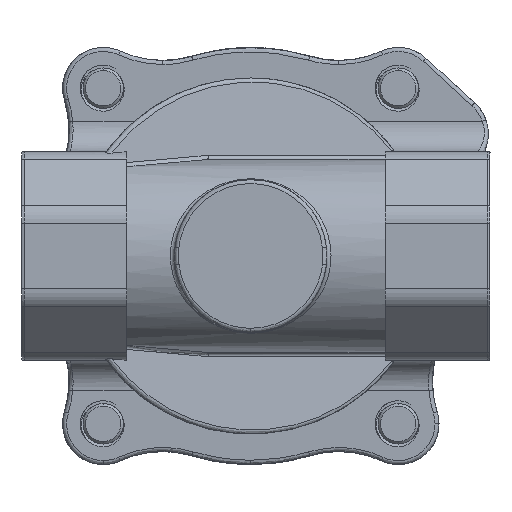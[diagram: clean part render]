
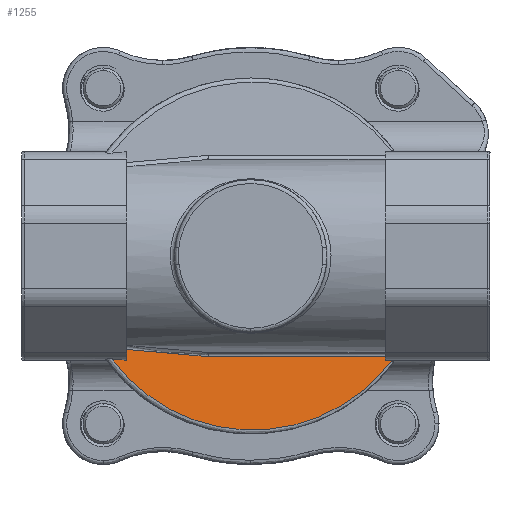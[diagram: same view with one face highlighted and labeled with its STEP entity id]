
A CAD part, front view. The second image highlights one B-rep face of the part: STEP entity #1255.
In plain terms, the highlighted planar face has unit normal (0.42, -0.907, 0).
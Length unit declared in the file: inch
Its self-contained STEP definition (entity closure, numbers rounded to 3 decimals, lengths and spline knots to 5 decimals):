
#168 = CARTESIAN_POINT ( 'NONE',  ( 3.72571, -1.53207, 0.46646 ) ) ;
#612 = CARTESIAN_POINT ( 'NONE',  ( 2.90205, -1.91329, 0.43622 ) ) ;
#808 = DIRECTION ( 'NONE',  ( 0.42, -0.908, 0. ) ) ;
#829 = VECTOR ( 'NONE', #24261, 39.37008 ) ;
#1255 = ADVANCED_FACE ( 'NONE', ( #12194 ), #33157, .T. ) ;
#1478 = VERTEX_POINT ( 'NONE', #29131 ) ;
#1683 = VERTEX_POINT ( 'NONE', #16247 ) ;
#1742 = CARTESIAN_POINT ( 'NONE',  ( 2.90205, -1.91329, 0.46646 ) ) ;
#2081 = VERTEX_POINT ( 'NONE', #1742 ) ;
#2115 = ORIENTED_EDGE ( 'NONE', *, *, #34009, .T. ) ;
#2147 = CARTESIAN_POINT ( 'NONE',  ( 1.81251, -2.41757, -0.1011 ) ) ;
#3429 = CARTESIAN_POINT ( 'NONE',  ( 0.78891, -2.89133, 0.44879 ) ) ;
#3538 = CARTESIAN_POINT ( 'NONE',  ( 0.82616, -2.87409, 0.44297 ) ) ;
#3554 = CARTESIAN_POINT ( 'NONE',  ( 1.53164, -2.54757, 0.46646 ) ) ;
#3568 = B_SPLINE_CURVE_WITH_KNOTS ( 'NONE', 3,
 ( #21088, #7778, #13823, #8466, #27316, #27073 ),
 .UNSPECIFIED., .F., .F.,
 ( 4, 2, 4 ),
 ( 0., 0.5, 1. ),
 .UNSPECIFIED. ) ;
#4350 = VERTEX_POINT ( 'NONE', #3554 ) ;
#4410 = CARTESIAN_POINT ( 'NONE',  ( 2.12455, -2.27315, -0.07927 ) ) ;
#4516 = CARTESIAN_POINT ( 'NONE',  ( 0.85305, -2.86164, 0.36648 ) ) ;
#4754 = CARTESIAN_POINT ( 'NONE',  ( 1.21516, -2.69404, 0.07001 ) ) ;
#7109 = CARTESIAN_POINT ( 'NONE',  ( 2.07306, -2.29698, -0.08793 ) ) ;
#7228 = CARTESIAN_POINT ( 'NONE',  ( 1.76043, -2.44168, -0.09767 ) ) ;
#7778 = CARTESIAN_POINT ( 'NONE',  ( 1.42415, -2.59732, 0.46646 ) ) ;
#7826 = VERTEX_POINT ( 'NONE', #22796 ) ;
#8297 = ORIENTED_EDGE ( 'NONE', *, *, #18972, .T. ) ;
#8466 = CARTESIAN_POINT ( 'NONE',  ( 1.10649, -2.74434, 0.49008 ) ) ;
#9227 = LINE ( 'NONE', #9420, #31057 ) ;
#9420 = CARTESIAN_POINT ( 'NONE',  ( 0.90405, -2.83804, 1.24546 ) ) ;
#9656 = CARTESIAN_POINT ( 'NONE',  ( 2.56224, -2.07057, 0.08575 ) ) ;
#9779 = CARTESIAN_POINT ( 'NONE',  ( 1.35589, -2.62891, 0.00144 ) ) ;
#9874 = ORIENTED_EDGE ( 'NONE', *, *, #13137, .T. ) ;
#9883 = CARTESIAN_POINT ( 'NONE',  ( 1.96905, -2.34512, -0.09927 ) ) ;
#9933 = ORIENTED_EDGE ( 'NONE', *, *, #26619, .T. ) ;
#10003 = CARTESIAN_POINT ( 'NONE',  ( 1.65659, -2.48974, -0.08472 ) ) ;
#10891 = EDGE_CURVE ( 'NONE', #4350, #17880, #3568, .T. ) ;
#11005 = EDGE_CURVE ( 'NONE', #1478, #1683, #33991, .T. ) ;
#11277 = CARTESIAN_POINT ( 'NONE',  ( 2.91777, -1.90601, 0.43521 ) ) ;
#12021 = EDGE_CURVE ( 'NONE', #17880, #13461, #9227, .T. ) ;
#12194 = FACE_OUTER_BOUND ( 'NONE', #31074, .T. ) ;
#12347 = CARTESIAN_POINT ( 'NONE',  ( 0.92433, -2.82865, 0.28983 ) ) ;
#12697 = CARTESIAN_POINT ( 'NONE',  ( 2.37504, -2.15721, -0.0064 ) ) ;
#13137 = EDGE_CURVE ( 'NONE', #2081, #4350, #15043, .T. ) ;
#13461 = VERTEX_POINT ( 'NONE', #20514 ) ;
#13823 = CARTESIAN_POINT ( 'NONE',  ( 1.31757, -2.64665, 0.47119 ) ) ;
#14107 = CARTESIAN_POINT ( 'NONE',  ( 2.90205, -1.91329, 1.24546 ) ) ;
#14147 = CARTESIAN_POINT ( 'NONE',  ( 0.86478, -2.85621, 0.43959 ) ) ;
#15043 = LINE ( 'NONE', #168, #829 ) ;
#15049 = CARTESIAN_POINT ( 'NONE',  ( 0.90405, -2.83804, 0.52264 ) ) ;
#15127 = CARTESIAN_POINT ( 'NONE',  ( 1.45396, -2.58352, -0.03509 ) ) ;
#15236 = CARTESIAN_POINT ( 'NONE',  ( 1.17017, -2.71487, 0.09644 ) ) ;
#15466 = CARTESIAN_POINT ( 'NONE',  ( 2.81102, -1.95542, 0.27535 ) ) ;
#16247 = CARTESIAN_POINT ( 'NONE',  ( 2.90205, -1.91329, 0.43622 ) ) ;
#17043 = VECTOR ( 'NONE', #22208, 39.37008 ) ;
#17254 = ORIENTED_EDGE ( 'NONE', *, *, #11005, .T. ) ;
#17710 = CARTESIAN_POINT ( 'NONE',  ( 2.9173, -1.90623, 0.39055 ) ) ;
#17817 = CARTESIAN_POINT ( 'NONE',  ( 2.88343, -1.92191, 0.35085 ) ) ;
#17880 = VERTEX_POINT ( 'NONE', #15049 ) ;
#17937 = CARTESIAN_POINT ( 'NONE',  ( 2.6501, -2.0299, 0.14253 ) ) ;
#18576 = AXIS2_PLACEMENT_3D ( 'NONE', #33040, #808, #27631 ) ;
#18859 =( BOUNDED_CURVE ( )  B_SPLINE_CURVE ( 3, ( #24819, #14147, #3538, #3429 ),
 .UNSPECIFIED., .F., .F. ) 
 B_SPLINE_CURVE_WITH_KNOTS ( ( 4, 4 ),
 ( 4.7615, 5.03768 ),
 .UNSPECIFIED. ) 
 CURVE ( )  GEOMETRIC_REPRESENTATION_ITEM ( )  RATIONAL_B_SPLINE_CURVE ( ( 1., 0.994, 0.994, 1. ) ) 
 REPRESENTATION_ITEM ( '' )  );
#18972 = EDGE_CURVE ( 'NONE', #7826, #1478, #31198, .T. ) ;
#20514 = CARTESIAN_POINT ( 'NONE',  ( 0.90405, -2.83804, 0.43869 ) ) ;
#20532 = CARTESIAN_POINT ( 'NONE',  ( 0.78891, -2.89133, 0.44879 ) ) ;
#20648 = CARTESIAN_POINT ( 'NONE',  ( 0.8198, -2.87703, 0.40668 ) ) ;
#21088 = CARTESIAN_POINT ( 'NONE',  ( 1.53164, -2.54757, 0.46646 ) ) ;
#22208 = DIRECTION ( 'NONE',  ( 0., 0., 1. ) ) ;
#22796 = CARTESIAN_POINT ( 'NONE',  ( 0.78891, -2.89133, 0.44879 ) ) ;
#22989 = CARTESIAN_POINT ( 'NONE',  ( 2.77274, -1.97314, 0.23981 ) ) ;
#23111 = CARTESIAN_POINT ( 'NONE',  ( 1.04152, -2.77441, 0.18606 ) ) ;
#23221 = CARTESIAN_POINT ( 'NONE',  ( 1.30813, -2.65102, 0.02247 ) ) ;
#23307 = ORIENTED_EDGE ( 'NONE', *, *, #10891, .T. ) ;
#23975 = ORIENTED_EDGE ( 'NONE', *, *, #12021, .T. ) ;
#24261 = DIRECTION ( 'NONE',  ( -0.908, -0.42, 0. ) ) ;
#24586 = CARTESIAN_POINT ( 'NONE',  ( 2.93338, -1.89879, 0.43387 ) ) ;
#24819 = CARTESIAN_POINT ( 'NONE',  ( 0.90405, -2.83804, 0.43869 ) ) ;
#25029 = LINE ( 'NONE', #14107, #17043 ) ;
#25696 = CARTESIAN_POINT ( 'NONE',  ( 1.50384, -2.56043, -0.05043 ) ) ;
#25804 = CARTESIAN_POINT ( 'NONE',  ( 2.22631, -2.22605, -0.05599 ) ) ;
#25920 = CARTESIAN_POINT ( 'NONE',  ( 2.94884, -1.89164, 0.43218 ) ) ;
#26054 = CARTESIAN_POINT ( 'NONE',  ( 1.91691, -2.36925, -0.10191 ) ) ;
#26619 = EDGE_CURVE ( 'NONE', #13461, #7826, #18859, .T. ) ;
#27073 = CARTESIAN_POINT ( 'NONE',  ( 0.90405, -2.83804, 0.52264 ) ) ;
#27316 = CARTESIAN_POINT ( 'NONE',  ( 1.00383, -2.79186, 0.50408 ) ) ;
#27631 = DIRECTION ( 'NONE',  ( 0.908, 0.42, 0. ) ) ;
#28280 = DIRECTION ( 'NONE',  ( 0., 0., -1. ) ) ;
#28512 = CARTESIAN_POINT ( 'NONE',  ( 2.27645, -2.20284, -0.0414 ) ) ;
#28631 = CARTESIAN_POINT ( 'NONE',  ( 2.42316, -2.13494, 0.0139 ) ) ;
#29131 = CARTESIAN_POINT ( 'NONE',  ( 2.94884, -1.89164, 0.43218 ) ) ;
#31057 = VECTOR ( 'NONE', #28280, 39.37008 ) ;
#31074 = EDGE_LOOP ( 'NONE', ( #23307, #23975, #9933, #8297, #17254, #2115, #9874 ) ) ;
#31198 = B_SPLINE_CURVE_WITH_KNOTS ( 'NONE', 3,
 ( #20532, #20648, #4516, #12347, #31565, #23111, #31216, #15236, #4754, #23221, #9779, #15127, #25696, #34039, #10003, #7228, #2147, #26054, #9883, #7109, #4410, #25804, #28512, #12697, #28631, #33915, #9656, #17937, #31444, #22989, #15466, #17817, #17710, #25920 ),
 .UNSPECIFIED., .F., .F.,
 ( 4, 2, 2, 2, 2, 2, 2, 2, 2, 2, 2, 2, 2, 2, 2, 2, 4 ),
 ( 0., 0.0625, 0.125, 0.1875, 0.25, 0.3125, 0.375, 0.4375, 0.5, 0.5625, 0.625, 0.6875, 0.75, 0.8125, 0.875, 0.9375, 1. ),
 .UNSPECIFIED. ) ;
#31216 = CARTESIAN_POINT ( 'NONE',  ( 1.08315, -2.75514, 0.1546 ) ) ;
#31444 = CARTESIAN_POINT ( 'NONE',  ( 2.69225, -2.0104, 0.17338 ) ) ;
#31565 = CARTESIAN_POINT ( 'NONE',  ( 0.96201, -2.81121, 0.25375 ) ) ;
#32718 = CARTESIAN_POINT ( 'NONE',  ( 2.94884, -1.89164, 0.43218 ) ) ;
#33040 = CARTESIAN_POINT ( 'NONE',  ( 1.8268, -2.41096, 1.24546 ) ) ;
#33157 = PLANE ( 'NONE',  #18576 ) ;
#33915 = CARTESIAN_POINT ( 'NONE',  ( 2.5168, -2.0916, 0.06 ) ) ;
#33991 =( BOUNDED_CURVE ( )  B_SPLINE_CURVE ( 3, ( #32718, #24586, #11277, #612 ),
 .UNSPECIFIED., .F., .F. ) 
 B_SPLINE_CURVE_WITH_KNOTS ( ( 4, 4 ),
 ( 1.33967, 1.43306 ),
 .UNSPECIFIED. ) 
 CURVE ( )  GEOMETRIC_REPRESENTATION_ITEM ( )  RATIONAL_B_SPLINE_CURVE ( ( 1., 0.999, 0.999, 1. ) ) 
 REPRESENTATION_ITEM ( '' )  );
#34009 = EDGE_CURVE ( 'NONE', #1683, #2081, #25029, .T. ) ;
#34039 = CARTESIAN_POINT ( 'NONE',  ( 1.60525, -2.5135, -0.07528 ) ) ;
